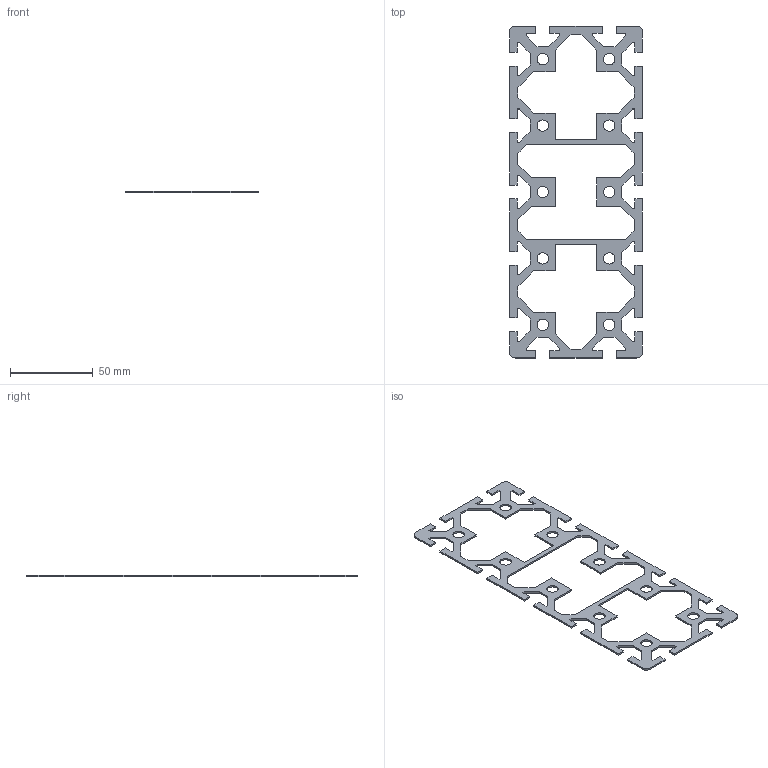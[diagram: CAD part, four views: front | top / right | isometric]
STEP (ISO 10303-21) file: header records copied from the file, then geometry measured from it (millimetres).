
FILE_DESCRIPTION(/* description */ (''),/* implementation_level */ '2;1');
FILE_NAME(/* name */ 'SP860_extern.stp',/* time_stamp */ '2023-01-09T14:15:48+01:00',/* author */ ('matthiasboeke'),/* organization */ (''),/* preprocessor_version */ 'ST-DEVELOPER v18.1',/* originating_system */ 'Autodesk Inventor 2020',/* authorisation */ '');
FILE_SCHEMA (('AUTOMOTIVE_DESIGN { 1 0 10303 214 3 1 1 }'));
Length unit declared in the file: millimetre
Products named in the file (1): SP860_extern
Bounding box: 80 x 200 x 1 mm (x, y, z)
Volume: 5563.7 mm3; surface area: 13247.1 mm2
Topology: 1 solids, 1 shells, 220 faces, 664 edges, 446 vertices
Faces by surface type: plane 206, cylinder 14
Full cylindrical faces by diameter (mm): 6.8 x10
Entity records: 7439 total; most frequent: CARTESIAN_POINT 1331, ORIENTED_EDGE 1328, DIRECTION 1144, EDGE_CURVE 664, LINE 626, VECTOR 626, VERTEX_POINT 446, AXIS2_PLACEMENT_3D 259
